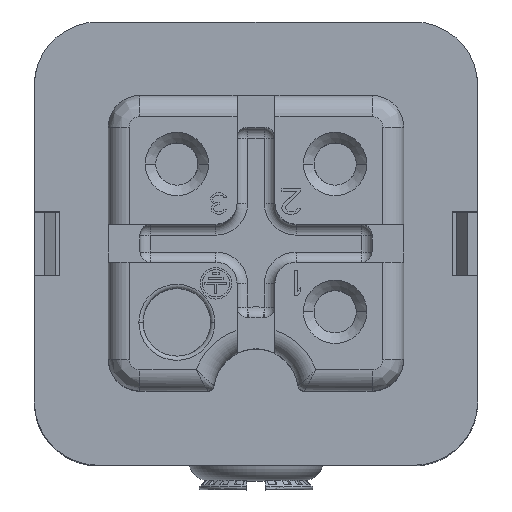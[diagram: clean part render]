
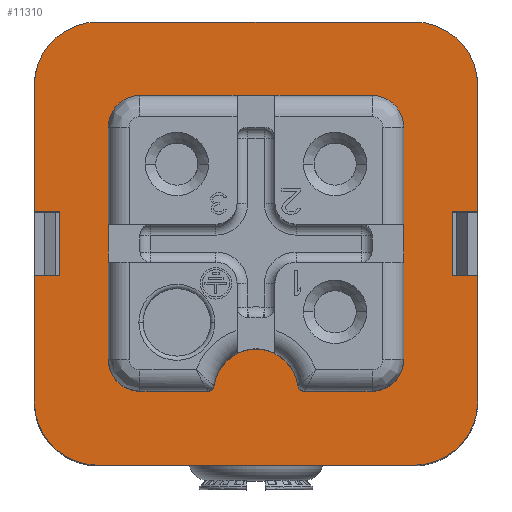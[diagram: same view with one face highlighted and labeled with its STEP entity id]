
A CAD part, top view. The second image highlights one B-rep face of the part: STEP entity #11310.
In plain terms, the highlighted planar face has unit normal (0, 0, 1).
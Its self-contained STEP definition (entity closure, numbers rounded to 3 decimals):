
#1148=DIRECTION('',(0.,-1.,0.));
#1149=VECTOR('',#1148,6.);
#1150=CARTESIAN_POINT('',(-59.188,-48.165,36.));
#1151=LINE('',#1150,#1149);
#1152=DIRECTION('',(-1.,0.,0.));
#1153=VECTOR('',#1152,1.2);
#1154=CARTESIAN_POINT('',(-57.988,-48.165,36.));
#1155=LINE('',#1154,#1153);
#1156=CARTESIAN_POINT('',(-41.188,-54.165,36.));
#1157=DIRECTION('',(0.,0.,-1.));
#1158=DIRECTION('',(1.,0.,0.));
#1159=AXIS2_PLACEMENT_3D('',#1156,#1157,#1158);
#1161=CARTESIAN_POINT('',(-56.188,-54.165,36.));
#1162=DIRECTION('',(0.,0.,-1.));
#1163=DIRECTION('',(0.,-1.,0.));
#1164=AXIS2_PLACEMENT_3D('',#1161,#1162,#1163);
#1166=DIRECTION('',(0.,1.,0.));
#1167=VECTOR('',#1166,3.);
#1168=CARTESIAN_POINT('',(-57.988,-48.165,36.));
#1169=LINE('',#1168,#1167);
#1170=CARTESIAN_POINT('',(-56.188,-39.165,36.));
#1171=DIRECTION('',(0.,0.,-1.));
#1172=DIRECTION('',(-1.,0.,0.));
#1173=AXIS2_PLACEMENT_3D('',#1170,#1171,#1172);
#1175=CARTESIAN_POINT('',(-41.188,-39.165,36.));
#1176=DIRECTION('',(0.,0.,-1.));
#1177=DIRECTION('',(0.,1.,0.));
#1178=AXIS2_PLACEMENT_3D('',#1175,#1176,#1177);
#1180=DIRECTION('',(-1.,0.,0.));
#1181=VECTOR('',#1180,11.);
#1182=CARTESIAN_POINT('',(-43.188,-39.665,36.));
#1183=LINE('',#1182,#1181);
#1184=CARTESIAN_POINT('',(-54.188,-41.165,36.));
#1185=DIRECTION('',(0.,0.,1.));
#1186=DIRECTION('',(0.,1.,0.));
#1187=AXIS2_PLACEMENT_3D('',#1184,#1185,#1186);
#1189=DIRECTION('',(0.,-1.,0.));
#1190=VECTOR('',#1189,11.);
#1191=CARTESIAN_POINT('',(-55.688,-41.165,36.));
#1192=LINE('',#1191,#1190);
#1193=CARTESIAN_POINT('',(-54.188,-52.165,36.));
#1194=DIRECTION('',(0.,0.,1.));
#1195=DIRECTION('',(-1.,0.,0.));
#1196=AXIS2_PLACEMENT_3D('',#1193,#1194,#1195);
#1198=CARTESIAN_POINT('',(-50.968,-53.365,36.));
#1199=DIRECTION('',(0.,0.,1.));
#1200=DIRECTION('',(0.,-1.,0.));
#1201=AXIS2_PLACEMENT_3D('',#1198,#1199,#1200);
#1203=CARTESIAN_POINT('',(-48.688,-53.665,36.));
#1204=DIRECTION('',(0.,0.,-1.));
#1205=DIRECTION('',(-0.991,0.13,0.));
#1206=AXIS2_PLACEMENT_3D('',#1203,#1204,#1205);
#1208=CARTESIAN_POINT('',(-46.408,-53.365,36.));
#1209=DIRECTION('',(0.,0.,1.));
#1210=DIRECTION('',(-0.991,-0.13,0.));
#1211=AXIS2_PLACEMENT_3D('',#1208,#1209,#1210);
#1213=CARTESIAN_POINT('',(-43.188,-52.165,36.));
#1214=DIRECTION('',(0.,0.,1.));
#1215=DIRECTION('',(0.,-1.,0.));
#1216=AXIS2_PLACEMENT_3D('',#1213,#1214,#1215);
#1218=DIRECTION('',(0.,1.,0.));
#1219=VECTOR('',#1218,11.);
#1220=CARTESIAN_POINT('',(-41.688,-52.165,36.));
#1221=LINE('',#1220,#1219);
#1222=CARTESIAN_POINT('',(-43.188,-41.165,36.));
#1223=DIRECTION('',(0.,0.,1.));
#1224=DIRECTION('',(1.,0.,0.));
#1225=AXIS2_PLACEMENT_3D('',#1222,#1223,#1224);
#1227=DIRECTION('',(0.,1.,0.));
#1228=VECTOR('',#1227,6.);
#1229=CARTESIAN_POINT('',(-38.188,-54.165,36.));
#1230=LINE('',#1229,#1228);
#1255=DIRECTION('',(0.,1.,0.));
#1256=VECTOR('',#1255,6.);
#1257=CARTESIAN_POINT('',(-38.188,-45.165,36.));
#1258=LINE('',#1257,#1256);
#1425=DIRECTION('',(-1.,0.,0.));
#1426=VECTOR('',#1425,1.2);
#1427=CARTESIAN_POINT('',(-38.188,-48.165,36.));
#1428=LINE('',#1427,#1426);
#1469=DIRECTION('',(0.,1.,0.));
#1470=VECTOR('',#1469,3.);
#1471=CARTESIAN_POINT('',(-39.388,-48.165,36.));
#1472=LINE('',#1471,#1470);
#1497=DIRECTION('',(1.,0.,0.));
#1498=VECTOR('',#1497,1.2);
#1499=CARTESIAN_POINT('',(-39.388,-45.165,36.));
#1500=LINE('',#1499,#1498);
#1579=DIRECTION('',(-1.,0.,0.));
#1580=VECTOR('',#1579,15.);
#1581=CARTESIAN_POINT('',(-41.188,-36.165,36.));
#1582=LINE('',#1581,#1580);
#1615=DIRECTION('',(0.,-1.,0.));
#1616=VECTOR('',#1615,6.);
#1617=CARTESIAN_POINT('',(-59.188,-39.165,36.));
#1618=LINE('',#1617,#1616);
#1651=DIRECTION('',(1.,0.,0.));
#1652=VECTOR('',#1651,1.2);
#1653=CARTESIAN_POINT('',(-59.188,-45.165,36.));
#1654=LINE('',#1653,#1652);
#1819=DIRECTION('',(1.,0.,0.));
#1820=VECTOR('',#1819,15.);
#1821=CARTESIAN_POINT('',(-56.188,-57.165,36.));
#1822=LINE('',#1821,#1820);
#4090=DIRECTION('',(-1.,0.,0.));
#4091=VECTOR('',#4090,3.22);
#4092=CARTESIAN_POINT('',(-43.188,-53.665,36.));
#4093=LINE('',#4092,#4091);
#4241=DIRECTION('',(-1.,0.,0.));
#4242=VECTOR('',#4241,3.22);
#4243=CARTESIAN_POINT('',(-50.968,-53.665,36.));
#4244=LINE('',#4243,#4242);
#8039=CARTESIAN_POINT('',(-46.705,-53.404,36.));
#8040=VERTEX_POINT('',#8039);
#8041=CARTESIAN_POINT('',(-50.671,-53.404,36.));
#8042=VERTEX_POINT('',#8041);
#8126=CARTESIAN_POINT('',(-41.688,-41.165,36.));
#8127=VERTEX_POINT('',#8126);
#8128=CARTESIAN_POINT('',(-41.688,-52.165,36.));
#8129=VERTEX_POINT('',#8128);
#8506=CARTESIAN_POINT('',(-50.968,-53.665,36.));
#8507=VERTEX_POINT('',#8506);
#8508=CARTESIAN_POINT('',(-54.188,-53.665,36.));
#8509=VERTEX_POINT('',#8508);
#8510=CARTESIAN_POINT('',(-38.188,-54.165,36.));
#8511=CARTESIAN_POINT('',(-38.188,-48.165,36.));
#8512=VERTEX_POINT('',#8510);
#8513=VERTEX_POINT('',#8511);
#8514=CARTESIAN_POINT('',(-41.188,-57.165,36.));
#8515=VERTEX_POINT('',#8514);
#8516=CARTESIAN_POINT('',(-56.188,-57.165,36.));
#8517=VERTEX_POINT('',#8516);
#8518=CARTESIAN_POINT('',(-59.188,-54.165,36.));
#8519=VERTEX_POINT('',#8518);
#8520=CARTESIAN_POINT('',(-59.188,-48.165,36.));
#8521=VERTEX_POINT('',#8520);
#8522=CARTESIAN_POINT('',(-57.988,-48.165,36.));
#8523=VERTEX_POINT('',#8522);
#8524=CARTESIAN_POINT('',(-57.988,-45.165,36.));
#8525=VERTEX_POINT('',#8524);
#8526=CARTESIAN_POINT('',(-59.188,-45.165,36.));
#8527=VERTEX_POINT('',#8526);
#8528=CARTESIAN_POINT('',(-59.188,-39.165,36.));
#8529=VERTEX_POINT('',#8528);
#8530=CARTESIAN_POINT('',(-56.188,-36.165,36.));
#8531=VERTEX_POINT('',#8530);
#8532=CARTESIAN_POINT('',(-41.188,-36.165,36.));
#8533=VERTEX_POINT('',#8532);
#8534=CARTESIAN_POINT('',(-38.188,-39.165,36.));
#8535=VERTEX_POINT('',#8534);
#8536=CARTESIAN_POINT('',(-38.188,-45.165,36.));
#8537=VERTEX_POINT('',#8536);
#8538=CARTESIAN_POINT('',(-39.388,-45.165,36.));
#8539=VERTEX_POINT('',#8538);
#8540=CARTESIAN_POINT('',(-39.388,-48.165,36.));
#8541=VERTEX_POINT('',#8540);
#8542=CARTESIAN_POINT('',(-43.188,-39.665,36.));
#8543=CARTESIAN_POINT('',(-54.188,-39.665,36.));
#8544=VERTEX_POINT('',#8542);
#8545=VERTEX_POINT('',#8543);
#8546=CARTESIAN_POINT('',(-55.688,-41.165,36.));
#8547=VERTEX_POINT('',#8546);
#8548=CARTESIAN_POINT('',(-55.688,-52.165,36.));
#8549=VERTEX_POINT('',#8548);
#8550=CARTESIAN_POINT('',(-46.408,-53.665,36.));
#8551=VERTEX_POINT('',#8550);
#8552=CARTESIAN_POINT('',(-43.188,-53.665,36.));
#8553=VERTEX_POINT('',#8552);
#11248=CARTESIAN_POINT('',(1.665,-54.048,36.));
#11249=DIRECTION('',(0.,0.,-1.));
#11250=DIRECTION('',(1.,0.,0.));
#11251=AXIS2_PLACEMENT_3D('',#11248,#11249,#11250);
#11252=PLANE('',#11251);
#11254=ORIENTED_EDGE('',*,*,#11253,.F.);
#11256=ORIENTED_EDGE('',*,*,#11255,.T.);
#11258=ORIENTED_EDGE('',*,*,#11257,.F.);
#11260=ORIENTED_EDGE('',*,*,#11259,.T.);
#11261=ORIENTED_EDGE('',*,*,#11228,.F.);
#11262=ORIENTED_EDGE('',*,*,#11241,.F.);
#11263=ORIENTED_EDGE('',*,*,#11022,.T.);
#11265=ORIENTED_EDGE('',*,*,#11264,.F.);
#11267=ORIENTED_EDGE('',*,*,#11266,.F.);
#11269=ORIENTED_EDGE('',*,*,#11268,.T.);
#11271=ORIENTED_EDGE('',*,*,#11270,.F.);
#11273=ORIENTED_EDGE('',*,*,#11272,.T.);
#11275=ORIENTED_EDGE('',*,*,#11274,.F.);
#11277=ORIENTED_EDGE('',*,*,#11276,.F.);
#11279=ORIENTED_EDGE('',*,*,#11278,.F.);
#11281=ORIENTED_EDGE('',*,*,#11280,.F.);
#11282=EDGE_LOOP('',(#11254,#11256,#11258,#11260,#11261,#11262,#11263,#11265,
#11267,#11269,#11271,#11273,#11275,#11277,#11279,#11281));
#11283=FACE_OUTER_BOUND('',#11282,.F.);
#11285=ORIENTED_EDGE('',*,*,#11284,.T.);
#11287=ORIENTED_EDGE('',*,*,#11286,.T.);
#11289=ORIENTED_EDGE('',*,*,#11288,.T.);
#11291=ORIENTED_EDGE('',*,*,#11290,.T.);
#11293=ORIENTED_EDGE('',*,*,#11292,.F.);
#11295=ORIENTED_EDGE('',*,*,#11294,.T.);
#11297=ORIENTED_EDGE('',*,*,#11296,.T.);
#11299=ORIENTED_EDGE('',*,*,#11298,.T.);
#11301=ORIENTED_EDGE('',*,*,#11300,.F.);
#11303=ORIENTED_EDGE('',*,*,#11302,.T.);
#11305=ORIENTED_EDGE('',*,*,#11304,.T.);
#11307=ORIENTED_EDGE('',*,*,#11306,.T.);
#11308=EDGE_LOOP('',(#11285,#11287,#11289,#11291,#11293,#11295,#11297,#11299,
#11301,#11303,#11305,#11307));
#11309=FACE_BOUND('',#11308,.F.);
#11310=ADVANCED_FACE('',(#11283,#11309),#11252,.F.);
#1160=CIRCLE('',#1159,3.);
#1165=CIRCLE('',#1164,3.);
#1174=CIRCLE('',#1173,3.);
#1179=CIRCLE('',#1178,3.);
#1188=CIRCLE('',#1187,1.5);
#1197=CIRCLE('',#1196,1.5);
#1202=CIRCLE('',#1201,0.3);
#1207=CIRCLE('',#1206,2.);
#1212=CIRCLE('',#1211,0.3);
#1217=CIRCLE('',#1216,1.5);
#1226=CIRCLE('',#1225,1.5);
#11022=EDGE_CURVE('',#8523,#8525,#1169,.T.);
#11228=EDGE_CURVE('',#8521,#8519,#1151,.T.);
#11241=EDGE_CURVE('',#8523,#8521,#1155,.T.);
#11253=EDGE_CURVE('',#8512,#8513,#1230,.T.);
#11255=EDGE_CURVE('',#8512,#8515,#1160,.T.);
#11257=EDGE_CURVE('',#8517,#8515,#1822,.T.);
#11259=EDGE_CURVE('',#8517,#8519,#1165,.T.);
#11264=EDGE_CURVE('',#8527,#8525,#1654,.T.);
#11266=EDGE_CURVE('',#8529,#8527,#1618,.T.);
#11268=EDGE_CURVE('',#8529,#8531,#1174,.T.);
#11270=EDGE_CURVE('',#8533,#8531,#1582,.T.);
#11272=EDGE_CURVE('',#8533,#8535,#1179,.T.);
#11274=EDGE_CURVE('',#8537,#8535,#1258,.T.);
#11276=EDGE_CURVE('',#8539,#8537,#1500,.T.);
#11278=EDGE_CURVE('',#8541,#8539,#1472,.T.);
#11280=EDGE_CURVE('',#8513,#8541,#1428,.T.);
#11284=EDGE_CURVE('',#8544,#8545,#1183,.T.);
#11286=EDGE_CURVE('',#8545,#8547,#1188,.T.);
#11288=EDGE_CURVE('',#8547,#8549,#1192,.T.);
#11290=EDGE_CURVE('',#8549,#8509,#1197,.T.);
#11292=EDGE_CURVE('',#8507,#8509,#4244,.T.);
#11294=EDGE_CURVE('',#8507,#8042,#1202,.T.);
#11296=EDGE_CURVE('',#8042,#8040,#1207,.T.);
#11298=EDGE_CURVE('',#8040,#8551,#1212,.T.);
#11300=EDGE_CURVE('',#8553,#8551,#4093,.T.);
#11302=EDGE_CURVE('',#8553,#8129,#1217,.T.);
#11304=EDGE_CURVE('',#8129,#8127,#1221,.T.);
#11306=EDGE_CURVE('',#8127,#8544,#1226,.T.);
